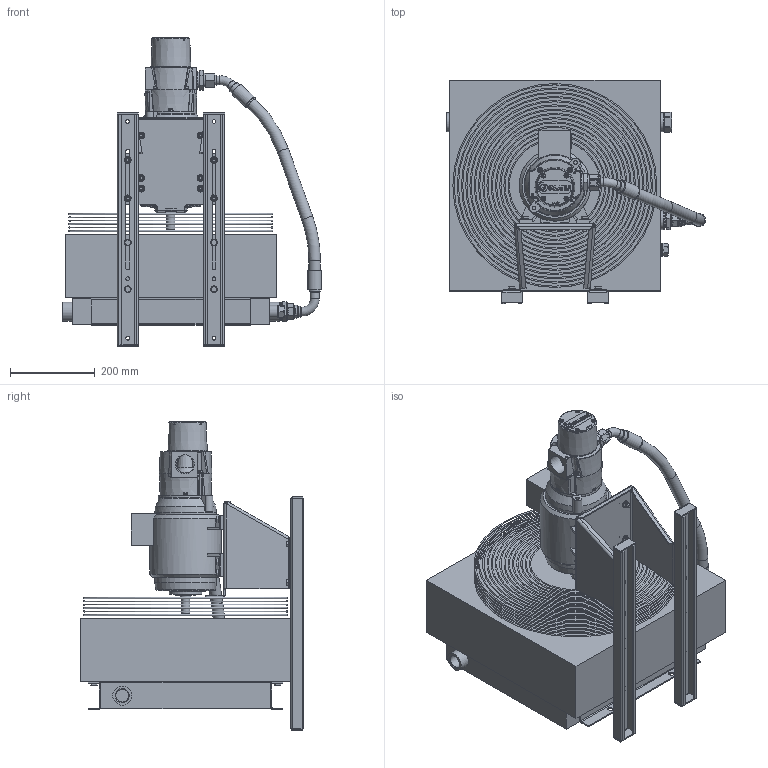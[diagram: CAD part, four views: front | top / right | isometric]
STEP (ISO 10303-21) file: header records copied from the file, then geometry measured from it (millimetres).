
FILE_DESCRIPTION( ( 'Unknown' ), '1' );
FILE_NAME( 'LOC2-016-6-D-D.stp', 'Unknown', ( 'Unknown' ), ( 'Unknown' ), 'PSStep 14.0', 'Unknown', ' ' );
FILE_SCHEMA( ( 'AUTOMOTIVE_DESIGN { 1 0 10303 214 1 1 1 1 }' ) );
Length unit declared in the file: millimetre
Products named in the file (117): Assem1; LOC2-016-6-D-D_147_0; MOTOR; LOC2-016-6-D-D_25_0; LOC2-016-6-D-D_28_0; LOC2-016-6-D-D_1_0; LOC2-016-6-D-D_2_0; LOC2-016-6-D-D_4_0; LOC2-016-6-D-D_0_0; LOC2-016-6-D-D_148; LOC2-016-6-D-D_3_0; LOC2-016-6-D-D_5_0; LOC2-016-6-D-D_6_0; LOC2-016-6-D-D_7_0; LOC2-016-6-D-D_8_0; LOC2-016-6-D-D_9_0; LOC2-016-6-D-D_10_0; LOC2-016-6-D-D_11_0; LOC2-016-6-D-D_12_0; LOC2-016-6-D-D_13_0; LOC2-016-6-D-D_14_0; LOC2-016-6-D-D_15_0; LOC2-016-6-D-D_16_0; LOC2-016-6-D-D_17_0; LOC2-016-6-D-D_18_0; LOC2-016-6-D-D_19_0; LOC2-016-6-D-D_20_0; LOC2-016-6-D-D_21_0; LOC2-016-6-D-D_22_0; LOC2-016-6-D-D_23_0; LOC2-016-6-D-D_24_0; LOC2-016-6-D-D_26_0; LOC2-016-6-D-D_27_0; LOC2-016-6-D-D_29_0; LOC2-016-6-D-D_41_0; LOC2-016-6-D-D_42_0; LOC2-016-6-D-D_43_0; LOC2-016-6-D-D_44_0; LOC2-016-6-D-D_45_0; LOC2-016-6-D-D_46_0 ...
Assembly tree (116 placements, depth 2):
  Assem1
    LOC2-016-6-D-D_147_0
    MOTOR
    LOC2-016-6-D-D_25_0
    LOC2-016-6-D-D_28_0
    LOC2-016-6-D-D_1_0
    LOC2-016-6-D-D_2_0
    LOC2-016-6-D-D_4_0
    LOC2-016-6-D-D_0_0
    LOC2-016-6-D-D_148
    LOC2-016-6-D-D_3_0
    LOC2-016-6-D-D_5_0
    LOC2-016-6-D-D_6_0
    LOC2-016-6-D-D_7_0
    LOC2-016-6-D-D_8_0
    LOC2-016-6-D-D_9_0
    LOC2-016-6-D-D_10_0
    LOC2-016-6-D-D_11_0
    LOC2-016-6-D-D_12_0
    LOC2-016-6-D-D_13_0
    LOC2-016-6-D-D_14_0
    LOC2-016-6-D-D_15_0
    LOC2-016-6-D-D_16_0
    LOC2-016-6-D-D_17_0
    LOC2-016-6-D-D_18_0
    LOC2-016-6-D-D_19_0
    LOC2-016-6-D-D_20_0
    LOC2-016-6-D-D_21_0
    LOC2-016-6-D-D_22_0
    LOC2-016-6-D-D_23_0
    LOC2-016-6-D-D_24_0
    LOC2-016-6-D-D_26_0
    LOC2-016-6-D-D_27_0
    LOC2-016-6-D-D_29_0
    LOC2-016-6-D-D_41_0
    LOC2-016-6-D-D_42_0
    LOC2-016-6-D-D_43_0
    LOC2-016-6-D-D_44_0
    LOC2-016-6-D-D_45_0
    LOC2-016-6-D-D_46_0
    LOC2-016-6-D-D_47_0
    LOC2-016-6-D-D_48_0
    LOC2-016-6-D-D_49_0
    LOC2-016-6-D-D_50_0
    LOC2-016-6-D-D_51_0
    LOC2-016-6-D-D_52_0
    LOC2-016-6-D-D_55_0
    LOC2-016-6-D-D_56_0
    LOC2-016-6-D-D_57_0
    LOC2-016-6-D-D_58_0
    LOC2-016-6-D-D_60_0
    LOC2-016-6-D-D_61_0
    LOC2-016-6-D-D_62_0
    LOC2-016-6-D-D_63_0
    LOC2-016-6-D-D_64_0
    LOC2-016-6-D-D_65_0
    LOC2-016-6-D-D_66_0
    LOC2-016-6-D-D_67_0
    LOC2-016-6-D-D_68_0
    LOC2-016-6-D-D_69_0
Bounding box: 609.5 x 526 x 728 mm (x, y, z)
Volume: 55759280.2 mm3; surface area: 2732263.7 mm2
Topology: 116 solids, 122 shells, 2170 faces, 4959 edges, 3104 vertices
Faces by surface type: plane 994, cylinder 460, cone 418, bspline 183, torus 101, extrusion 14
Full cylindrical faces by diameter (mm): 4 x2, 4.2 x4, 4.917 x13, 4.918 x1, 5.2 x8, 6 x12, 6.4 x4, 6.5 x2, 8 x28, 8.377 x2, 8.4 x28, 9 x14, 10 x12, 11 x10, 11.6 x10, 11.63 x18, 12 x5, 13 x2, 13.835 x1, 16 x37, 17 x1, 18.631 x2, 19 x4, 20.752 x1, 20.955 x1, 21 x9, 21.9 x1, 22 x5, 24 x3, 24.118 x2
Entity records: 84255 total; most frequent: CARTESIAN_POINT 20936, DIRECTION 8878, ORIENTED_EDGE 8546, EDGE_CURVE 4273, AXIS2_PLACEMENT_3D 3633, EDGE_LOOP 2994, VERTEX_POINT 2981, FACE_OUTER_BOUND 2486
